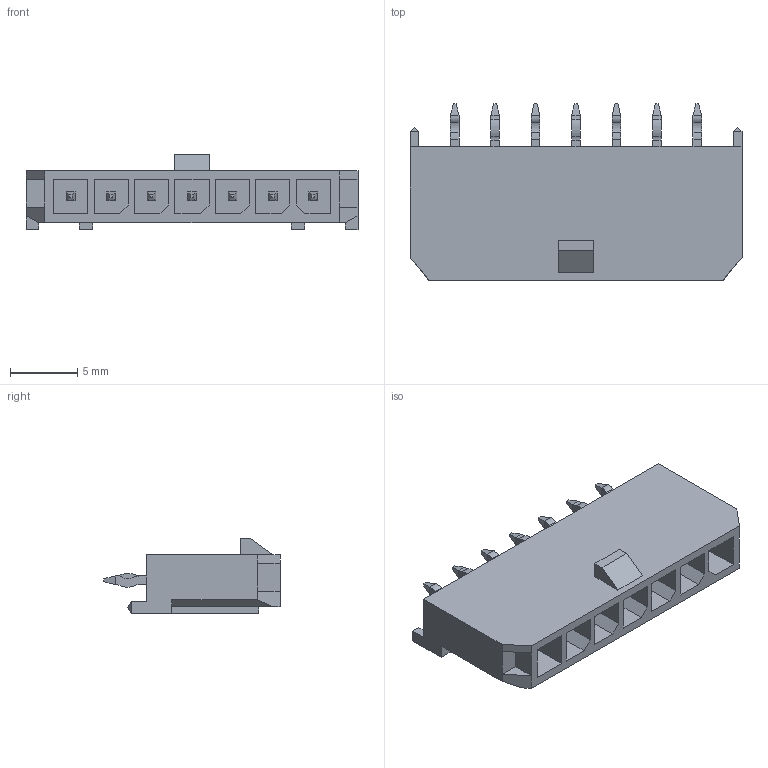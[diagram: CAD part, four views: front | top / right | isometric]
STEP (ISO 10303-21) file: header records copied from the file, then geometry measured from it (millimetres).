
FILE_DESCRIPTION(/* description */ (''),/* implementation_level */ '2;1');
FILE_NAME(/* name */ '436500715wbm000_01_214.stp',/* time_stamp */ '2022-06-14T10:22:56+06:00',/* author */ (''),/* organization */ (''),/* preprocessor_version */ 'ST-DEVELOPER v16.7',/* originating_system */ 'SIEMENS PLM Software NX 1919',/* authorisation */ '');
FILE_SCHEMA (('AUTOMOTIVE_DESIGN { 1 0 10303 214 3 1 1 1 }'));
Length unit declared in the file: millimetre
Products named in the file (1): 436500715wbm000_01
Bounding box: 24.64 x 13.08 x 5.57 mm (x, y, z)
Volume: 668.2 mm3; surface area: 1354.8 mm2
Topology: 1 solids, 1 shells, 266 faces, 642 edges, 402 vertices
Faces by surface type: plane 224, cylinder 42
Entity records: 7590 total; most frequent: CARTESIAN_POINT 1311, ORIENTED_EDGE 1284, DIRECTION 1260, EDGE_CURVE 642, LINE 558, VECTOR 558, VERTEX_POINT 402, AXIS2_PLACEMENT_3D 351
